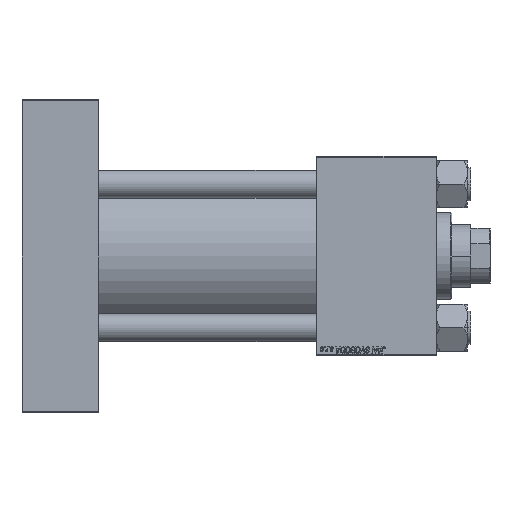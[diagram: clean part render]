
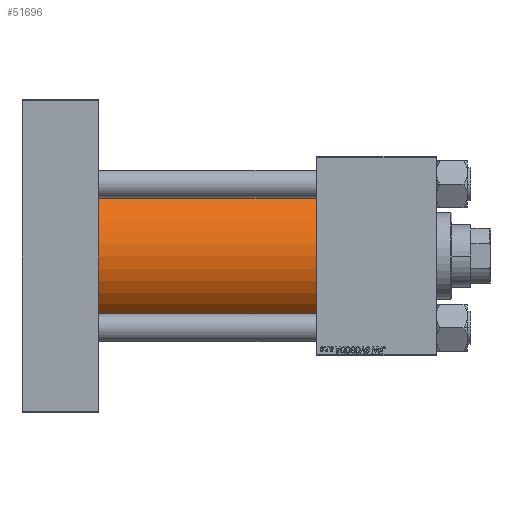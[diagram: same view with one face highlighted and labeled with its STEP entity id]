
A CAD part, front view. The second image highlights one B-rep face of the part: STEP entity #51696.
In plain terms, the highlighted cylindrical face has radius 43 mm (diameter 86 mm), a partial arc.
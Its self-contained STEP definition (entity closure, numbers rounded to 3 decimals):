
#19 = CARTESIAN_POINT ( 'NONE',  ( 44., 0., -43. ) ) ;
#698 = LINE ( 'NONE', #49693, #35455 ) ;
#1076 = ORIENTED_EDGE ( 'NONE', *, *, #18791, .T. ) ;
#1506 = DIRECTION ( 'NONE',  ( 1., 0., 0. ) ) ;
#5006 = CARTESIAN_POINT ( 'NONE',  ( 44., 0., 0. ) ) ;
#5229 = CARTESIAN_POINT ( 'NONE',  ( 170., 0., 0. ) ) ;
#6393 = VERTEX_POINT ( 'NONE', #15727 ) ;
#11003 = EDGE_CURVE ( 'NONE', #6393, #47098, #27752, .T. ) ;
#11191 = DIRECTION ( 'NONE',  ( 0., 0., 1. ) ) ;
#13045 = EDGE_CURVE ( 'NONE', #33263, #47098, #698, .T. ) ;
#13291 = AXIS2_PLACEMENT_3D ( 'NONE', #5006, #41251, #21027 ) ;
#14656 = CYLINDRICAL_SURFACE ( 'NONE', #32442, 43. ) ;
#15727 = CARTESIAN_POINT ( 'NONE',  ( 44., 0., 43. ) ) ;
#17017 = AXIS2_PLACEMENT_3D ( 'NONE', #5229, #1506, #21504 ) ;
#18791 = EDGE_CURVE ( 'NONE', #50248, #6393, #47306, .T. ) ;
#21027 = DIRECTION ( 'NONE',  ( 0., 0., 1. ) ) ;
#21504 = DIRECTION ( 'NONE',  ( 0., 0., -1. ) ) ;
#24471 = ORIENTED_EDGE ( 'NONE', *, *, #13045, .F. ) ;
#24663 = CIRCLE ( 'NONE', #17017, 43. ) ;
#26709 = ORIENTED_EDGE ( 'NONE', *, *, #29508, .F. ) ;
#27696 = CARTESIAN_POINT ( 'NONE',  ( 170., 0., 0. ) ) ;
#27752 = CIRCLE ( 'NONE', #13291, 43. ) ;
#28669 = DIRECTION ( 'NONE',  ( -1., 0., 0. ) ) ;
#29508 = EDGE_CURVE ( 'NONE', #50248, #33263, #24663, .T. ) ;
#32442 = AXIS2_PLACEMENT_3D ( 'NONE', #27696, #43670, #11191 ) ;
#33263 = VERTEX_POINT ( 'NONE', #41871 ) ;
#35314 = DIRECTION ( 'NONE',  ( -1., 0., 0. ) ) ;
#35455 = VECTOR ( 'NONE', #28669, 1000. ) ;
#35470 = ORIENTED_EDGE ( 'NONE', *, *, #11003, .T. ) ;
#39156 = FACE_OUTER_BOUND ( 'NONE', #40296, .T. ) ;
#40296 = EDGE_LOOP ( 'NONE', ( #24471, #26709, #1076, #35470 ) ) ;
#41251 = DIRECTION ( 'NONE',  ( 1., 0., 0. ) ) ;
#41871 = CARTESIAN_POINT ( 'NONE',  ( 170., 0., -43. ) ) ;
#43670 = DIRECTION ( 'NONE',  ( -1., 0., 0. ) ) ;
#43924 = VECTOR ( 'NONE', #35314, 1000. ) ;
#46991 = CARTESIAN_POINT ( 'NONE',  ( 170., 0., 43. ) ) ;
#47098 = VERTEX_POINT ( 'NONE', #19 ) ;
#47306 = LINE ( 'NONE', #47567, #43924 ) ;
#47567 = CARTESIAN_POINT ( 'NONE',  ( 170., 0., 43. ) ) ;
#49693 = CARTESIAN_POINT ( 'NONE',  ( 170., 0., -43. ) ) ;
#50248 = VERTEX_POINT ( 'NONE', #46991 ) ;
#51696 = ADVANCED_FACE ( 'NONE', ( #39156 ), #14656, .T. ) ;
